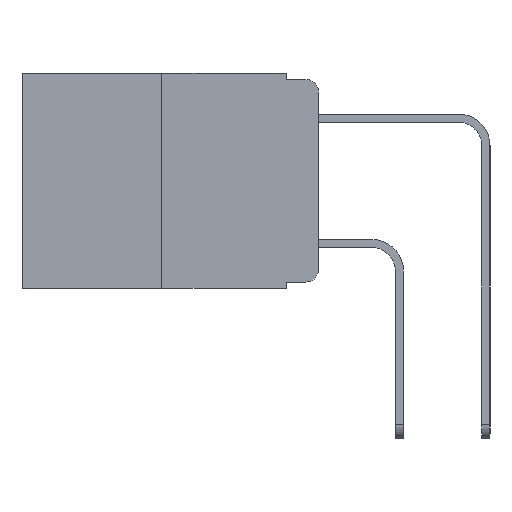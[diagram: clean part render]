
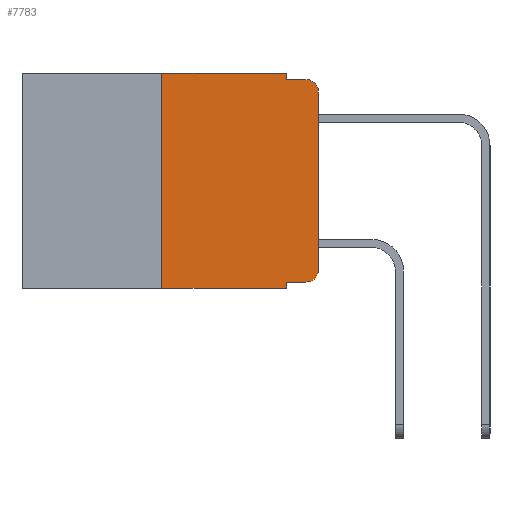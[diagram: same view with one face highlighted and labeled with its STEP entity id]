
A CAD part, left-side view. The second image highlights one B-rep face of the part: STEP entity #7783.
In plain terms, the highlighted planar face has unit normal (-1, 0, 0).
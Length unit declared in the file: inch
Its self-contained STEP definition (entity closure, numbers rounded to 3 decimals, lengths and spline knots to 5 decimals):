
#485 = VERTEX_POINT ( 'NONE', #11906 ) ;
#742 = EDGE_CURVE ( 'NONE', #938, #11556, #1236, .T. ) ;
#938 = VERTEX_POINT ( 'NONE', #7043 ) ;
#1028 = EDGE_CURVE ( 'NONE', #9839, #8729, #12023, .T. ) ;
#1236 = CIRCLE ( 'NONE', #8055, 0.02 ) ;
#1363 = VECTOR ( 'NONE', #7127, 39.37008 ) ;
#1517 = DIRECTION ( 'NONE',  ( 0., -1., 0. ) ) ;
#1893 = VECTOR ( 'NONE', #3109, 39.37008 ) ;
#1936 = CARTESIAN_POINT ( 'NONE',  ( 0., 0., 0. ) ) ;
#2069 = LINE ( 'NONE', #2959, #6710 ) ;
#2135 = EDGE_CURVE ( 'NONE', #2430, #938, #4185, .T. ) ;
#2430 = VERTEX_POINT ( 'NONE', #2897 ) ;
#2449 = VECTOR ( 'NONE', #11325, 39.37008 ) ;
#2858 = CARTESIAN_POINT ( 'NONE',  ( 0., 0.051, -0.01 ) ) ;
#2897 = CARTESIAN_POINT ( 'NONE',  ( 0., 0., -0.313 ) ) ;
#2959 = CARTESIAN_POINT ( 'NONE',  ( 0., 0.25, 0. ) ) ;
#3051 = VERTEX_POINT ( 'NONE', #4668 ) ;
#3109 = DIRECTION ( 'NONE',  ( 0., -1., 0. ) ) ;
#3171 = CARTESIAN_POINT ( 'NONE',  ( 0., 0.02, -0.333 ) ) ;
#3261 = CIRCLE ( 'NONE', #8966, 0.02 ) ;
#3714 = LINE ( 'NONE', #7421, #6157 ) ;
#3722 = DIRECTION ( 'NONE',  ( 0., 0., 1. ) ) ;
#3975 = EDGE_LOOP ( 'NONE', ( #10288, #10278, #10264, #10219, #10190, #10087, #10050, #10043, #9935, #5966 ) ) ;
#3982 = LINE ( 'NONE', #6242, #1363 ) ;
#4185 = LINE ( 'NONE', #1936, #8697 ) ;
#4363 = CARTESIAN_POINT ( 'NONE',  ( 0., 0.25, -0.343 ) ) ;
#4668 = CARTESIAN_POINT ( 'NONE',  ( 0., 0.051, -0.343 ) ) ;
#4761 = DIRECTION ( 'NONE',  ( 0., 0., -1. ) ) ;
#4800 = VERTEX_POINT ( 'NONE', #3171 ) ;
#5120 = DIRECTION ( 'NONE',  ( 0., 0., -1. ) ) ;
#5475 = DIRECTION ( 'NONE',  ( -1., 0., 0. ) ) ;
#5690 = CARTESIAN_POINT ( 'NONE',  ( 0., 0.02, -0.01 ) ) ;
#5966 = ORIENTED_EDGE ( 'NONE', *, *, #9138, .T. ) ;
#6157 = VECTOR ( 'NONE', #4761, 39.37008 ) ;
#6242 = CARTESIAN_POINT ( 'NONE',  ( 0., 0.051, -0.333 ) ) ;
#6442 = CARTESIAN_POINT ( 'NONE',  ( 0., 0.473, 0. ) ) ;
#6490 = DIRECTION ( 'NONE',  ( 0., -1., 0. ) ) ;
#6536 = LINE ( 'NONE', #2858, #8945 ) ;
#6710 = VECTOR ( 'NONE', #9307, 39.37008 ) ;
#7043 = CARTESIAN_POINT ( 'NONE',  ( 0., 0., -0.03 ) ) ;
#7105 = LINE ( 'NONE', #9447, #1893 ) ;
#7127 = DIRECTION ( 'NONE',  ( 0., -1., 0. ) ) ;
#7421 = CARTESIAN_POINT ( 'NONE',  ( 0., 0.051, 0. ) ) ;
#7683 = PLANE ( 'NONE',  #9261 ) ;
#7783 = ADVANCED_FACE ( 'NONE', ( #10241 ), #7683, .F. ) ;
#8055 = AXIS2_PLACEMENT_3D ( 'NONE', #10141, #10167, #9440 ) ;
#8306 = VERTEX_POINT ( 'NONE', #9402 ) ;
#8476 = CARTESIAN_POINT ( 'NONE',  ( 0., 0.051, 0. ) ) ;
#8697 = VECTOR ( 'NONE', #3722, 39.37008 ) ;
#8705 = CARTESIAN_POINT ( 'NONE',  ( 0., 0.473, 0. ) ) ;
#8729 = VERTEX_POINT ( 'NONE', #8476 ) ;
#8945 = VECTOR ( 'NONE', #6490, 39.37008 ) ;
#8966 = AXIS2_PLACEMENT_3D ( 'NONE', #10849, #5475, #11728 ) ;
#9138 = EDGE_CURVE ( 'NONE', #4800, #2430, #3261, .T. ) ;
#9261 = AXIS2_PLACEMENT_3D ( 'NONE', #8705, #10517, #5120 ) ;
#9307 = DIRECTION ( 'NONE',  ( 0., 0., 1. ) ) ;
#9402 = CARTESIAN_POINT ( 'NONE',  ( 0., 0.051, -0.01 ) ) ;
#9440 = DIRECTION ( 'NONE',  ( 0., 0., -1. ) ) ;
#9447 = CARTESIAN_POINT ( 'NONE',  ( 0., 0.473, -0.343 ) ) ;
#9520 = CARTESIAN_POINT ( 'NONE',  ( 0., 0.051, 0. ) ) ;
#9724 = EDGE_CURVE ( 'NONE', #485, #4800, #3982, .T. ) ;
#9839 = VERTEX_POINT ( 'NONE', #10873 ) ;
#9935 = ORIENTED_EDGE ( 'NONE', *, *, #9724, .T. ) ;
#10043 = ORIENTED_EDGE ( 'NONE', *, *, #10361, .F. ) ;
#10050 = ORIENTED_EDGE ( 'NONE', *, *, #11693, .T. ) ;
#10087 = ORIENTED_EDGE ( 'NONE', *, *, #10944, .F. ) ;
#10141 = CARTESIAN_POINT ( 'NONE',  ( 0., 0.02, -0.03 ) ) ;
#10167 = DIRECTION ( 'NONE',  ( -1., 0., 0. ) ) ;
#10190 = ORIENTED_EDGE ( 'NONE', *, *, #1028, .F. ) ;
#10219 = ORIENTED_EDGE ( 'NONE', *, *, #11529, .F. ) ;
#10241 = FACE_OUTER_BOUND ( 'NONE', #3975, .T. ) ;
#10264 = ORIENTED_EDGE ( 'NONE', *, *, #12104, .F. ) ;
#10278 = ORIENTED_EDGE ( 'NONE', *, *, #742, .T. ) ;
#10288 = ORIENTED_EDGE ( 'NONE', *, *, #2135, .T. ) ;
#10324 = LINE ( 'NONE', #9520, #2449 ) ;
#10361 = EDGE_CURVE ( 'NONE', #485, #3051, #10324, .T. ) ;
#10517 = DIRECTION ( 'NONE',  ( 1., 0., 0. ) ) ;
#10849 = CARTESIAN_POINT ( 'NONE',  ( 0., 0.02, -0.313 ) ) ;
#10873 = CARTESIAN_POINT ( 'NONE',  ( 0., 0.25, 0. ) ) ;
#10944 = EDGE_CURVE ( 'NONE', #11925, #9839, #2069, .T. ) ;
#11325 = DIRECTION ( 'NONE',  ( 0., 0., -1. ) ) ;
#11490 = VECTOR ( 'NONE', #1517, 39.37008 ) ;
#11529 = EDGE_CURVE ( 'NONE', #8729, #8306, #3714, .T. ) ;
#11556 = VERTEX_POINT ( 'NONE', #5690 ) ;
#11693 = EDGE_CURVE ( 'NONE', #11925, #3051, #7105, .T. ) ;
#11728 = DIRECTION ( 'NONE',  ( 0., 0., -1. ) ) ;
#11906 = CARTESIAN_POINT ( 'NONE',  ( 0., 0.051, -0.333 ) ) ;
#11925 = VERTEX_POINT ( 'NONE', #4363 ) ;
#12023 = LINE ( 'NONE', #6442, #11490 ) ;
#12104 = EDGE_CURVE ( 'NONE', #8306, #11556, #6536, .T. ) ;
